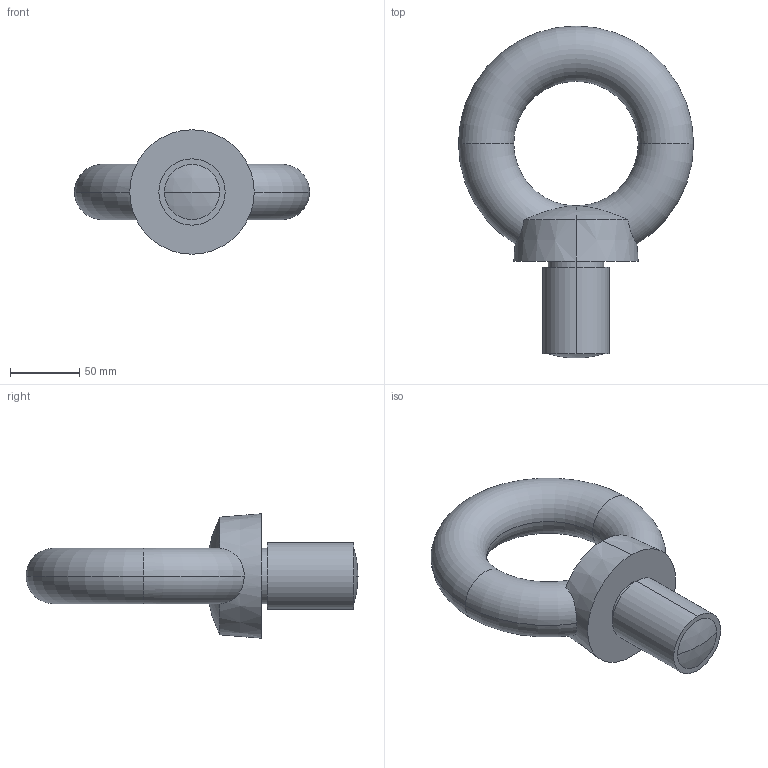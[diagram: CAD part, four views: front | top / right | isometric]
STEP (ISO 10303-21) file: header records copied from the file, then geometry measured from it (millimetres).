
FILE_DESCRIPTION (( 'STEP AP203' ), '1' );
FILE_NAME ('B-130-48.STEP', '2009-10-02T06:56:39', ( ' ' ), ( ' ' ), 'SwSTEP 2.0', 'SolidWorks 2007', '' );
FILE_SCHEMA (( 'CONFIG_CONTROL_DESIGN' ));
Length unit declared in the file: millimetre
Products named in the file (1): B-130-48
Bounding box: 170 x 240 x 90 mm (x, y, z)
Volume: 753022 mm3; surface area: 71837.8 mm2
Topology: 1 solids, 1 shells, 19 faces, 43 edges, 27 vertices
Faces by surface type: torus 8, cylinder 4, plane 3, cone 2, sphere 2
Entity records: 847 total; most frequent: CARTESIAN_POINT 326, DIRECTION 104, ORIENTED_EDGE 86, AXIS2_PLACEMENT_3D 49, EDGE_CURVE 43, CIRCLE 29, VERTEX_POINT 27, EDGE_LOOP 22
